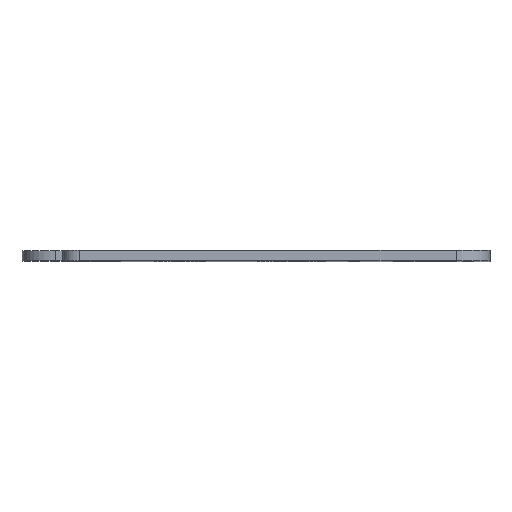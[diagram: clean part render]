
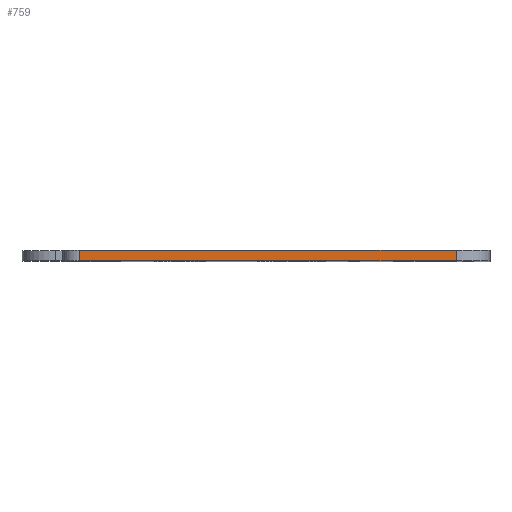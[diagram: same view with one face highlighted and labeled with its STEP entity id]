
A CAD part, top view. The second image highlights one B-rep face of the part: STEP entity #759.
In plain terms, the highlighted planar face has unit normal (0, 0, 1).
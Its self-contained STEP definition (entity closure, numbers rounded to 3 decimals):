
#169 = DIRECTION ( 'NONE',  ( 0., -1., 0. ) ) ;
#269 = LINE ( 'NONE', #1814, #3547 ) ;
#352 = ORIENTED_EDGE ( 'NONE', *, *, #961, .F. ) ;
#478 = EDGE_CURVE ( 'NONE', #1420, #3788, #269, .T. ) ;
#484 = DIRECTION ( 'NONE',  ( 0., 0., -1. ) ) ;
#541 = CARTESIAN_POINT ( 'NONE',  ( 17., 0., 0. ) ) ;
#612 = CARTESIAN_POINT ( 'NONE',  ( 128., 0., 0. ) ) ;
#712 = AXIS2_PLACEMENT_3D ( 'NONE', #3471, #484, #2645 ) ;
#759 = ADVANCED_FACE ( 'NONE', ( #1957 ), #2279, .F. ) ;
#961 = EDGE_CURVE ( 'NONE', #3154, #3788, #3876, .T. ) ;
#1162 = VECTOR ( 'NONE', #2383, 1000. ) ;
#1171 = CARTESIAN_POINT ( 'NONE',  ( 0., 3., 0. ) ) ;
#1194 = EDGE_CURVE ( 'NONE', #2006, #1420, #3493, .T. ) ;
#1420 = VERTEX_POINT ( 'NONE', #612 ) ;
#1789 = DIRECTION ( 'NONE',  ( 0., 1., 0. ) ) ;
#1814 = CARTESIAN_POINT ( 'NONE',  ( 128., 3., 0. ) ) ;
#1957 = FACE_OUTER_BOUND ( 'NONE', #3116, .T. ) ;
#1976 = DIRECTION ( 'NONE',  ( 1., 0., 0. ) ) ;
#2006 = VERTEX_POINT ( 'NONE', #3101 ) ;
#2020 = LINE ( 'NONE', #541, #2929 ) ;
#2259 = CARTESIAN_POINT ( 'NONE',  ( 128., 3., 0. ) ) ;
#2275 = CARTESIAN_POINT ( 'NONE',  ( 0., 0., 0. ) ) ;
#2279 = PLANE ( 'NONE',  #712 ) ;
#2383 = DIRECTION ( 'NONE',  ( 1., 0., 0. ) ) ;
#2425 = ORIENTED_EDGE ( 'NONE', *, *, #478, .T. ) ;
#2645 = DIRECTION ( 'NONE',  ( -1., 0., 0. ) ) ;
#2732 = EDGE_CURVE ( 'NONE', #3154, #2006, #2020, .T. ) ;
#2929 = VECTOR ( 'NONE', #169, 1000. ) ;
#3101 = CARTESIAN_POINT ( 'NONE',  ( 17., 0., 0. ) ) ;
#3116 = EDGE_LOOP ( 'NONE', ( #352, #3704, #3317, #2425 ) ) ;
#3154 = VERTEX_POINT ( 'NONE', #3211 ) ;
#3211 = CARTESIAN_POINT ( 'NONE',  ( 17., 3., 0. ) ) ;
#3317 = ORIENTED_EDGE ( 'NONE', *, *, #1194, .T. ) ;
#3471 = CARTESIAN_POINT ( 'NONE',  ( 0., 3., 0. ) ) ;
#3493 = LINE ( 'NONE', #2275, #3613 ) ;
#3547 = VECTOR ( 'NONE', #1789, 1000. ) ;
#3613 = VECTOR ( 'NONE', #1976, 1000. ) ;
#3704 = ORIENTED_EDGE ( 'NONE', *, *, #2732, .T. ) ;
#3788 = VERTEX_POINT ( 'NONE', #2259 ) ;
#3876 = LINE ( 'NONE', #1171, #1162 ) ;
